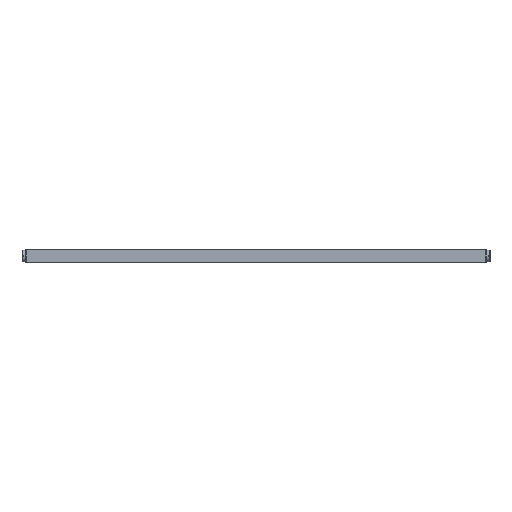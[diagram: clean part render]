
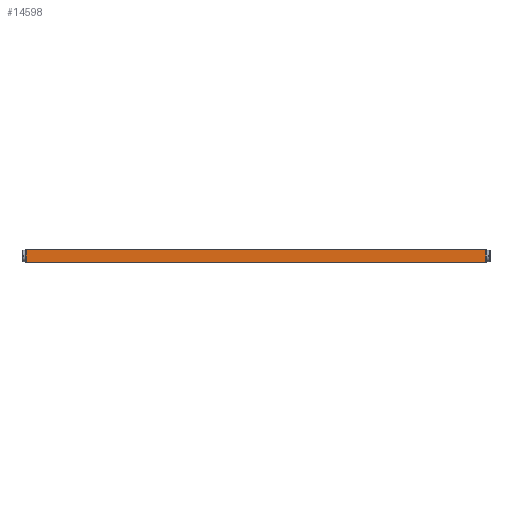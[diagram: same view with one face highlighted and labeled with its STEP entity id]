
A CAD part, front view. The second image highlights one B-rep face of the part: STEP entity #14598.
In plain terms, the highlighted planar face has unit normal (0, -1, 0).
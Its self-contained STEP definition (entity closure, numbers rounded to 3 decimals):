
#10867=FACE_OUTER_BOUND('',#26268,.T.);
#14598=ADVANCED_FACE('',(#10867),#18874,.T.);
#18874=PLANE('',#83211);
#26268=EDGE_LOOP('',(#31637,#31638,#31639,#31640));
#31637=ORIENTED_EDGE('',*,*,#59381,.T.);
#31638=ORIENTED_EDGE('',*,*,#59382,.T.);
#31639=ORIENTED_EDGE('',*,*,#59383,.T.);
#31640=ORIENTED_EDGE('',*,*,#59384,.T.);
#52437=VERTEX_POINT('',#110989);
#52438=VERTEX_POINT('',#110990);
#52439=VERTEX_POINT('',#110992);
#52440=VERTEX_POINT('',#110994);
#59381=EDGE_CURVE('',#52437,#52438,#69689,.T.);
#59382=EDGE_CURVE('',#52438,#52439,#69690,.T.);
#59383=EDGE_CURVE('',#52439,#52440,#69691,.T.);
#59384=EDGE_CURVE('',#52440,#52437,#69692,.T.);
#69689=LINE('',#110988,#76529);
#69690=LINE('',#110991,#76530);
#69691=LINE('',#110993,#76531);
#69692=LINE('',#110995,#76532);
#76529=VECTOR('',#90136,1.);
#76530=VECTOR('',#90137,1.);
#76531=VECTOR('',#90138,1.);
#76532=VECTOR('',#90139,1.);
#83211=AXIS2_PLACEMENT_3D('',#110996,#90140,#90141);
#90136=DIRECTION('',(-1.,0.,0.));
#90137=DIRECTION('',(0.,0.,-1.));
#90138=DIRECTION('',(1.,0.,0.));
#90139=DIRECTION('',(0.,0.,1.));
#90140=DIRECTION('',(0.,-1.,0.));
#90141=DIRECTION('',(0.,0.,-1.));
#110988=CARTESIAN_POINT('',(0.,-40.,14.25));
#110989=CARTESIAN_POINT('',(249.275,-40.,14.25));
#110990=CARTESIAN_POINT('',(-249.275,-40.,14.25));
#110991=CARTESIAN_POINT('',(-249.275,-40.,0.));
#110992=CARTESIAN_POINT('',(-249.275,-40.,0.75));
#110993=CARTESIAN_POINT('',(0.,-40.,0.75));
#110994=CARTESIAN_POINT('',(249.275,-40.,0.75));
#110995=CARTESIAN_POINT('',(249.275,-40.,0.));
#110996=CARTESIAN_POINT('',(0.,-40.,0.));
